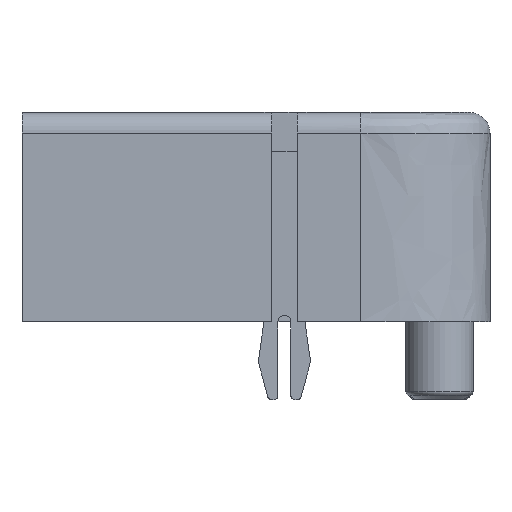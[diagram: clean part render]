
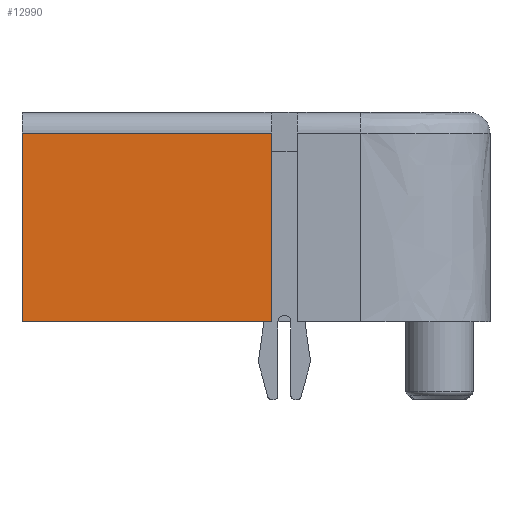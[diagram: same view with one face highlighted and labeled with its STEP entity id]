
A CAD part, front view. The second image highlights one B-rep face of the part: STEP entity #12990.
In plain terms, the highlighted planar face has unit normal (0, -1, 0).
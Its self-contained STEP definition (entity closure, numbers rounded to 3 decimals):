
#719 = PLANE('',#720);
#720 = AXIS2_PLACEMENT_3D('',#721,#722,#723);
#721 = CARTESIAN_POINT('',(-4.1,0.,0.));
#722 = DIRECTION('',(0.,0.,-1.));
#723 = DIRECTION('',(-1.,0.,0.));
#5142 = PLANE('',#5143);
#5143 = AXIS2_PLACEMENT_3D('',#5144,#5145,#5146);
#5144 = CARTESIAN_POINT('',(-13.15,-7.75,
    8.1));
#5145 = DIRECTION('',(1.,0.,0.));
#5146 = DIRECTION('',(0.,0.,-1.));
#5168 = CYLINDRICAL_SURFACE('',#5169,0.8);
#5169 = AXIS2_PLACEMENT_3D('',#5170,#5171,#5172);
#5170 = CARTESIAN_POINT('',(-4.1,-6.95,7.3));
#5171 = DIRECTION('',(1.,0.,0.));
#5172 = DIRECTION('',(0.,0.,-1.));
#9047 = VERTEX_POINT('',#9048);
#9048 = CARTESIAN_POINT('',(-3.5,-7.75,
    0.));
#9062 = PLANE('',#9063);
#9063 = AXIS2_PLACEMENT_3D('',#9064,#9065,#9066);
#9064 = CARTESIAN_POINT('',(-3.5,-7.75,-3.));
#9065 = DIRECTION('',(1.,0.,0.));
#9066 = DIRECTION('',(0.,1.,0.));
#9074 = EDGE_CURVE('',#9075,#9047,#9077,.T.);
#9075 = VERTEX_POINT('',#9076);
#9076 = CARTESIAN_POINT('',(-13.15,-7.75,
    0.));
#9077 = SURFACE_CURVE('',#9078,(#9082,#9089),.PCURVE_S1.);
#9078 = LINE('',#9079,#9080);
#9079 = CARTESIAN_POINT('',(-13.15,-7.75,
    0.));
#9080 = VECTOR('',#9081,1.);
#9081 = DIRECTION('',(1.,0.,0.));
#9082 = PCURVE('',#719,#9083);
#9083 = DEFINITIONAL_REPRESENTATION('',(#9084),#9088);
#9084 = LINE('',#9085,#9086);
#9085 = CARTESIAN_POINT('',(9.05,-7.75));
#9086 = VECTOR('',#9087,1.);
#9087 = DIRECTION('',(-1.,0.));
#9088 = ( GEOMETRIC_REPRESENTATION_CONTEXT(2) 
PARAMETRIC_REPRESENTATION_CONTEXT() REPRESENTATION_CONTEXT('2D SPACE',''
  ) );
#9089 = PCURVE('',#9090,#9095);
#9090 = PLANE('',#9091);
#9091 = AXIS2_PLACEMENT_3D('',#9092,#9093,#9094);
#9092 = CARTESIAN_POINT('',(-13.15,-7.75,
    8.1));
#9093 = DIRECTION('',(0.,1.,0.));
#9094 = DIRECTION('',(0.,-0.,1.));
#9095 = DEFINITIONAL_REPRESENTATION('',(#9096),#9100);
#9096 = LINE('',#9097,#9098);
#9097 = CARTESIAN_POINT('',(-8.1,0.));
#9098 = VECTOR('',#9099,1.);
#9099 = DIRECTION('',(0.,1.));
#9100 = ( GEOMETRIC_REPRESENTATION_CONTEXT(2) 
PARAMETRIC_REPRESENTATION_CONTEXT() REPRESENTATION_CONTEXT('2D SPACE',''
  ) );
#12990 = ADVANCED_FACE('',(#12991),#9090,.F.);
#12991 = FACE_BOUND('',#12992,.T.);
#12992 = EDGE_LOOP('',(#12993,#13016,#13039,#13060));
#12993 = ORIENTED_EDGE('',*,*,#12994,.T.);
#12994 = EDGE_CURVE('',#9047,#12995,#12997,.T.);
#12995 = VERTEX_POINT('',#12996);
#12996 = CARTESIAN_POINT('',(-3.5,-7.75,
    7.3));
#12997 = SURFACE_CURVE('',#12998,(#13002,#13009),.PCURVE_S1.);
#12998 = LINE('',#12999,#13000);
#12999 = CARTESIAN_POINT('',(-3.5,-7.75,-3.));
#13000 = VECTOR('',#13001,1.);
#13001 = DIRECTION('',(0.,0.,1.));
#13002 = PCURVE('',#9090,#13003);
#13003 = DEFINITIONAL_REPRESENTATION('',(#13004),#13008);
#13004 = LINE('',#13005,#13006);
#13005 = CARTESIAN_POINT('',(-11.1,9.65));
#13006 = VECTOR('',#13007,1.);
#13007 = DIRECTION('',(1.,0.));
#13008 = ( GEOMETRIC_REPRESENTATION_CONTEXT(2) 
PARAMETRIC_REPRESENTATION_CONTEXT() REPRESENTATION_CONTEXT('2D SPACE',''
  ) );
#13009 = PCURVE('',#9062,#13010);
#13010 = DEFINITIONAL_REPRESENTATION('',(#13011),#13015);
#13011 = LINE('',#13012,#13013);
#13012 = CARTESIAN_POINT('',(0.,0.));
#13013 = VECTOR('',#13014,1.);
#13014 = DIRECTION('',(0.,1.));
#13015 = ( GEOMETRIC_REPRESENTATION_CONTEXT(2) 
PARAMETRIC_REPRESENTATION_CONTEXT() REPRESENTATION_CONTEXT('2D SPACE',''
  ) );
#13016 = ORIENTED_EDGE('',*,*,#13017,.T.);
#13017 = EDGE_CURVE('',#12995,#13018,#13020,.T.);
#13018 = VERTEX_POINT('',#13019);
#13019 = CARTESIAN_POINT('',(-13.15,-7.75,
    7.3));
#13020 = SURFACE_CURVE('',#13021,(#13025,#13032),.PCURVE_S1.);
#13021 = LINE('',#13022,#13023);
#13022 = CARTESIAN_POINT('',(-13.15,-7.75,
    7.3));
#13023 = VECTOR('',#13024,1.);
#13024 = DIRECTION('',(-1.,0.,0.));
#13025 = PCURVE('',#9090,#13026);
#13026 = DEFINITIONAL_REPRESENTATION('',(#13027),#13031);
#13027 = LINE('',#13028,#13029);
#13028 = CARTESIAN_POINT('',(-0.8,0.));
#13029 = VECTOR('',#13030,1.);
#13030 = DIRECTION('',(0.,-1.));
#13031 = ( GEOMETRIC_REPRESENTATION_CONTEXT(2) 
PARAMETRIC_REPRESENTATION_CONTEXT() REPRESENTATION_CONTEXT('2D SPACE',''
  ) );
#13032 = PCURVE('',#5168,#13033);
#13033 = DEFINITIONAL_REPRESENTATION('',(#13034),#13038);
#13034 = LINE('',#13035,#13036);
#13035 = CARTESIAN_POINT('',(4.712,-9.05));
#13036 = VECTOR('',#13037,1.);
#13037 = DIRECTION('',(0.,-1.));
#13038 = ( GEOMETRIC_REPRESENTATION_CONTEXT(2) 
PARAMETRIC_REPRESENTATION_CONTEXT() REPRESENTATION_CONTEXT('2D SPACE',''
  ) );
#13039 = ORIENTED_EDGE('',*,*,#13040,.T.);
#13040 = EDGE_CURVE('',#13018,#9075,#13041,.T.);
#13041 = SURFACE_CURVE('',#13042,(#13046,#13053),.PCURVE_S1.);
#13042 = LINE('',#13043,#13044);
#13043 = CARTESIAN_POINT('',(-13.15,-7.75,
    8.1));
#13044 = VECTOR('',#13045,1.);
#13045 = DIRECTION('',(-0.,-0.,-1.));
#13046 = PCURVE('',#9090,#13047);
#13047 = DEFINITIONAL_REPRESENTATION('',(#13048),#13052);
#13048 = LINE('',#13049,#13050);
#13049 = CARTESIAN_POINT('',(0.,0.));
#13050 = VECTOR('',#13051,1.);
#13051 = DIRECTION('',(-1.,0.));
#13052 = ( GEOMETRIC_REPRESENTATION_CONTEXT(2) 
PARAMETRIC_REPRESENTATION_CONTEXT() REPRESENTATION_CONTEXT('2D SPACE',''
  ) );
#13053 = PCURVE('',#5142,#13054);
#13054 = DEFINITIONAL_REPRESENTATION('',(#13055),#13059);
#13055 = LINE('',#13056,#13057);
#13056 = CARTESIAN_POINT('',(0.,0.));
#13057 = VECTOR('',#13058,1.);
#13058 = DIRECTION('',(1.,0.));
#13059 = ( GEOMETRIC_REPRESENTATION_CONTEXT(2) 
PARAMETRIC_REPRESENTATION_CONTEXT() REPRESENTATION_CONTEXT('2D SPACE',''
  ) );
#13060 = ORIENTED_EDGE('',*,*,#9074,.T.);
